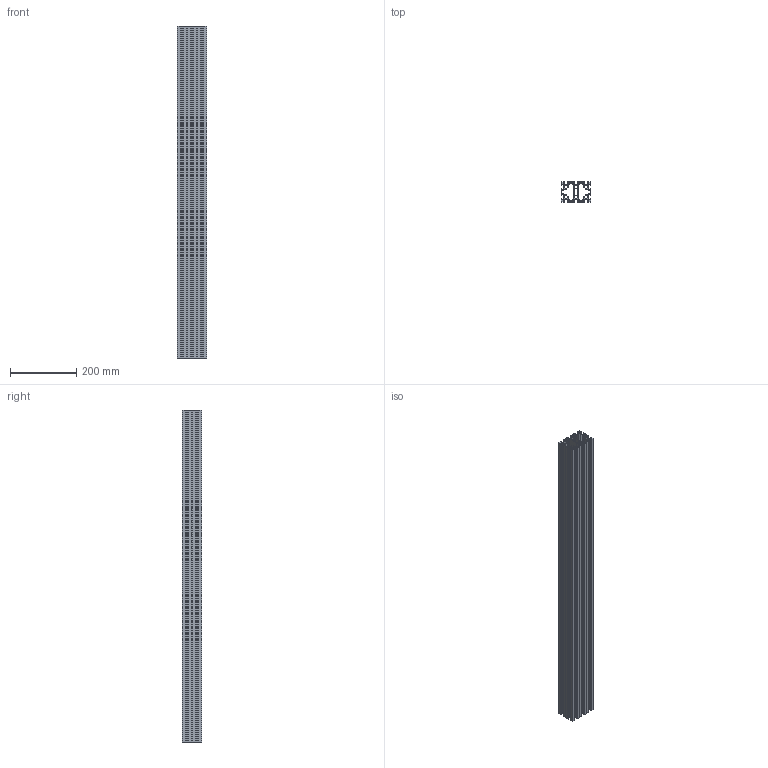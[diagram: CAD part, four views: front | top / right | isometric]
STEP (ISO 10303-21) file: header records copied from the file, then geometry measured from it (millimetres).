
FILE_DESCRIPTION (( 'STEP AP214' ), '1' );
FILE_NAME ('369 Êîíñòðóêöèîííûé ïðîôèëü 60õ90.STEP', '2014-12-18T13:31:58', ( 'XTreme.ws' ), ( 'XTreme.ws' ), 'SwSTEP 2.0', 'SolidWorks 2014', '' );
FILE_SCHEMA (( 'AUTOMOTIVE_DESIGN' ));
Length unit declared in the file: millimetre
Products named in the file (2): 369 Êîíñòðóêöèîííûé ïðîôèëü 60õ90
Bounding box: 90 x 60 x 1000 mm (x, y, z)
Volume: 1408934.7 mm3; surface area: 1085457.2 mm2
Topology: 1 solids, 1 shells, 494 faces, 1476 edges, 984 vertices
Faces by surface type: plane 254, cylinder 240
Entity records: 16801 total; most frequent: CARTESIAN_POINT 2956, ORIENTED_EDGE 2952, DIRECTION 2948, EDGE_CURVE 1476, LINE 996, VECTOR 996, VERTEX_POINT 984, AXIS2_PLACEMENT_3D 976
